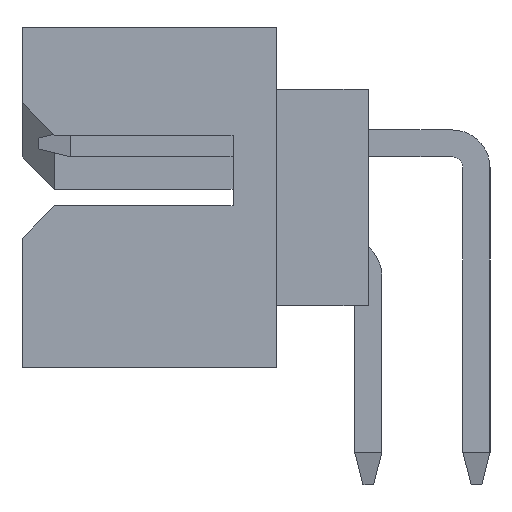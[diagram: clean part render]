
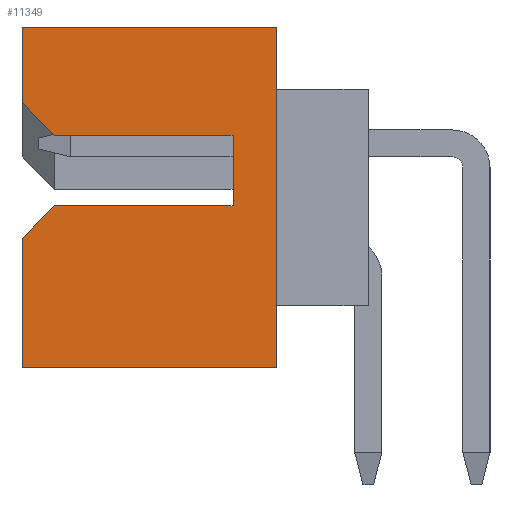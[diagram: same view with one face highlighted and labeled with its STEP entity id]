
A CAD part, left-side view. The second image highlights one B-rep face of the part: STEP entity #11349.
In plain terms, the highlighted planar face has unit normal (-1, 0, 0).
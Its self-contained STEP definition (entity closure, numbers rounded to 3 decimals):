
#1=DIRECTION('',(0.,-1.,0.));
#2=VECTOR('',#1,4.7);
#3=CARTESIAN_POINT('',(-15.325,3.2,-3.15));
#4=LINE('',#3,#2);
#17=DIRECTION('',(0.,0.707,-0.707));
#18=VECTOR('',#17,0.849);
#19=CARTESIAN_POINT('',(-15.325,2.6,-0.15));
#20=LINE('',#19,#18);
#21=DIRECTION('',(0.,-1.,0.));
#22=VECTOR('',#21,3.3);
#23=CARTESIAN_POINT('',(-15.325,2.6,-0.15));
#24=LINE('',#23,#22);
#25=DIRECTION('',(0.,0.,-1.));
#26=VECTOR('',#25,1.3);
#27=CARTESIAN_POINT('',(-15.325,-0.7,1.15));
#28=LINE('',#27,#26);
#29=DIRECTION('',(0.,-1.,0.));
#30=VECTOR('',#29,3.3);
#31=CARTESIAN_POINT('',(-15.325,2.6,1.15));
#32=LINE('',#31,#30);
#33=DIRECTION('',(0.,-0.707,-0.707));
#34=VECTOR('',#33,0.849);
#35=CARTESIAN_POINT('',(-15.325,3.2,1.75));
#36=LINE('',#35,#34);
#37=DIRECTION('',(0.,0.,1.));
#38=VECTOR('',#37,1.4);
#39=CARTESIAN_POINT('',(-15.325,3.2,1.75));
#40=LINE('',#39,#38);
#41=DIRECTION('',(0.,0.,1.));
#42=VECTOR('',#41,6.3);
#43=CARTESIAN_POINT('',(-15.325,-1.5,-3.15));
#44=LINE('',#43,#42);
#45=DIRECTION('',(0.,0.,1.));
#46=VECTOR('',#45,2.4);
#47=CARTESIAN_POINT('',(-15.325,3.2,-3.15));
#48=LINE('',#47,#46);
#7895=DIRECTION('',(0.,-1.,0.));
#7896=VECTOR('',#7895,4.7);
#7897=CARTESIAN_POINT('',(-15.325,3.2,3.15));
#7898=LINE('',#7897,#7896);
#8628=CARTESIAN_POINT('',(-15.325,3.2,-3.15));
#8630=VERTEX_POINT('',#8628);
#8647=CARTESIAN_POINT('',(-15.325,-1.5,-3.15));
#8648=VERTEX_POINT('',#8647);
#8651=CARTESIAN_POINT('',(-15.325,3.2,3.15));
#8652=CARTESIAN_POINT('',(-15.325,-1.5,3.15));
#8653=VERTEX_POINT('',#8651);
#8654=VERTEX_POINT('',#8652);
#8711=CARTESIAN_POINT('',(-15.325,-0.7,1.15));
#8712=CARTESIAN_POINT('',(-15.325,-0.7,-0.15));
#8713=VERTEX_POINT('',#8711);
#8714=VERTEX_POINT('',#8712);
#9051=CARTESIAN_POINT('',(-15.325,2.6,-0.15));
#9052=CARTESIAN_POINT('',(-15.325,3.2,-0.75));
#9053=VERTEX_POINT('',#9051);
#9054=VERTEX_POINT('',#9052);
#9095=CARTESIAN_POINT('',(-15.325,3.2,1.75));
#9096=CARTESIAN_POINT('',(-15.325,2.6,1.15));
#9097=VERTEX_POINT('',#9095);
#9098=VERTEX_POINT('',#9096);
#11323=CARTESIAN_POINT('',(-15.325,3.2,-3.15));
#11324=DIRECTION('',(-1.,0.,0.));
#11325=DIRECTION('',(0.,-1.,0.));
#11326=AXIS2_PLACEMENT_3D('',#11323,#11324,#11325);
#11327=PLANE('',#11326);
#11329=ORIENTED_EDGE('',*,*,#11328,.F.);
#11331=ORIENTED_EDGE('',*,*,#11330,.T.);
#11333=ORIENTED_EDGE('',*,*,#11332,.F.);
#11335=ORIENTED_EDGE('',*,*,#11334,.F.);
#11337=ORIENTED_EDGE('',*,*,#11336,.F.);
#11339=ORIENTED_EDGE('',*,*,#11338,.T.);
#11341=ORIENTED_EDGE('',*,*,#11340,.T.);
#11343=ORIENTED_EDGE('',*,*,#11342,.F.);
#11344=ORIENTED_EDGE('',*,*,#11312,.F.);
#11346=ORIENTED_EDGE('',*,*,#11345,.T.);
#11347=EDGE_LOOP('',(#11329,#11331,#11333,#11335,#11337,#11339,#11341,#11343,
#11344,#11346));
#11348=FACE_OUTER_BOUND('',#11347,.F.);
#11349=ADVANCED_FACE('',(#11348),#11327,.T.);
#11312=EDGE_CURVE('',#8630,#8648,#4,.T.);
#11328=EDGE_CURVE('',#9053,#9054,#20,.T.);
#11330=EDGE_CURVE('',#9053,#8714,#24,.T.);
#11332=EDGE_CURVE('',#8713,#8714,#28,.T.);
#11334=EDGE_CURVE('',#9098,#8713,#32,.T.);
#11336=EDGE_CURVE('',#9097,#9098,#36,.T.);
#11338=EDGE_CURVE('',#9097,#8653,#40,.T.);
#11340=EDGE_CURVE('',#8653,#8654,#7898,.T.);
#11342=EDGE_CURVE('',#8648,#8654,#44,.T.);
#11345=EDGE_CURVE('',#8630,#9054,#48,.T.);
